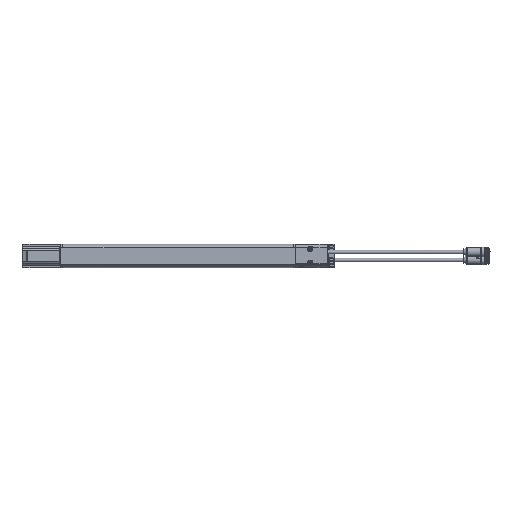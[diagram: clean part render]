
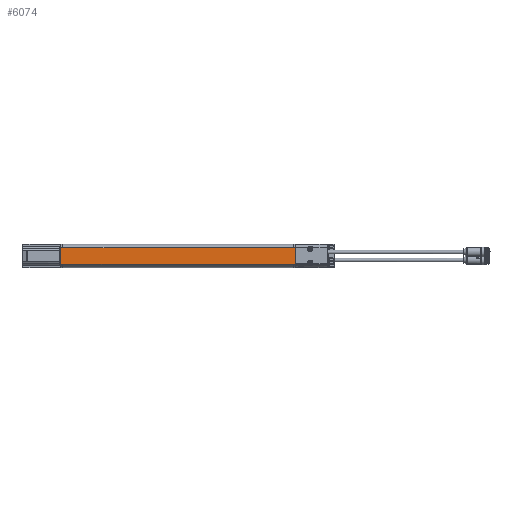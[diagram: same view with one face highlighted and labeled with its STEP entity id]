
A CAD part, left-side view. The second image highlights one B-rep face of the part: STEP entity #6074.
In plain terms, the highlighted planar face has unit normal (-1, 0, 0).
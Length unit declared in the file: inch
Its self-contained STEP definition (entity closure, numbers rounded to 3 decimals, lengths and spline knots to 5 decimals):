
#314 = CARTESIAN_POINT ( 'NONE',  ( -2.99606, -6.67307, 0.47165 ) ) ;
#2477 = VERTEX_POINT ( 'NONE', #43645 ) ;
#4049 = CARTESIAN_POINT ( 'NONE',  ( -2.99606, -6.67338, -0.46105 ) ) ;
#4106 = VERTEX_POINT ( 'NONE', #314 ) ;
#4379 = ORIENTED_EDGE ( 'NONE', *, *, #19775, .F. ) ;
#5528 = VECTOR ( 'NONE', #12424, 39.37008 ) ;
#6052 = VECTOR ( 'NONE', #8170, 39.37008 ) ;
#6074 = ADVANCED_FACE ( 'NONE', ( #64599 ), #64090, .T. ) ;
#6372 = EDGE_CURVE ( 'NONE', #6567, #9469, #76899, .T. ) ;
#6567 = VERTEX_POINT ( 'NONE', #81441 ) ;
#8170 = DIRECTION ( 'NONE',  ( 0., 1., 0. ) ) ;
#9351 = EDGE_CURVE ( 'NONE', #47296, #34030, #51984, .T. ) ;
#9469 = VERTEX_POINT ( 'NONE', #60624 ) ;
#9757 = B_SPLINE_CURVE_WITH_KNOTS ( 'NONE', 3,
 ( #61094, #100747, #68837, #46206 ),
 .UNSPECIFIED., .F., .F.,
 ( 4, 4 ),
 ( 0.99792, 1. ),
 .UNSPECIFIED. ) ;
#11127 = ORIENTED_EDGE ( 'NONE', *, *, #58636, .T. ) ;
#12424 = DIRECTION ( 'NONE',  ( 0., 0., -1. ) ) ;
#12532 = LINE ( 'NONE', #74794, #49625 ) ;
#13263 = EDGE_CURVE ( 'NONE', #47296, #29594, #39312, .T. ) ;
#13421 = CARTESIAN_POINT ( 'NONE',  ( -2.99606, 6.67339, 0.4691 ) ) ;
#15034 = VERTEX_POINT ( 'NONE', #98345 ) ;
#15758 = LINE ( 'NONE', #69242, #61428 ) ;
#18047 = EDGE_CURVE ( 'NONE', #40603, #2477, #12532, .T. ) ;
#18262 = ORIENTED_EDGE ( 'NONE', *, *, #63081, .T. ) ;
#18275 = DIRECTION ( 'NONE',  ( -1., 0., 0. ) ) ;
#19299 = ORIENTED_EDGE ( 'NONE', *, *, #49938, .T. ) ;
#19411 = EDGE_CURVE ( 'NONE', #15034, #40603, #87026, .T. ) ;
#19504 = CARTESIAN_POINT ( 'NONE',  ( -2.99606, 6.67339, 0.4691 ) ) ;
#19775 = EDGE_CURVE ( 'NONE', #94384, #50892, #53843, .T. ) ;
#20044 = VERTEX_POINT ( 'NONE', #53194 ) ;
#23382 = VERTEX_POINT ( 'NONE', #78758 ) ;
#23455 = DIRECTION ( 'NONE',  ( 0., 0., -1. ) ) ;
#23572 = VECTOR ( 'NONE', #47166, 39.37008 ) ;
#23601 = CARTESIAN_POINT ( 'NONE',  ( -2.99606, -6.79275, 0.47363 ) ) ;
#26700 = CARTESIAN_POINT ( 'NONE',  ( -2.99606, -6.673, 0.69427 ) ) ;
#26765 = VECTOR ( 'NONE', #76044, 39.37008 ) ;
#29032 = CARTESIAN_POINT ( 'NONE',  ( -2.99606, 6.67339, 0.4678 ) ) ;
#29594 = VERTEX_POINT ( 'NONE', #38784 ) ;
#32262 = ORIENTED_EDGE ( 'NONE', *, *, #38609, .T. ) ;
#33129 = VECTOR ( 'NONE', #51870, 39.37008 ) ;
#33488 = CARTESIAN_POINT ( 'NONE',  ( -2.99606, 123.24787, -0.50487 ) ) ;
#33718 = VECTOR ( 'NONE', #92349, 39.37008 ) ;
#34030 = VERTEX_POINT ( 'NONE', #62282 ) ;
#36233 = CARTESIAN_POINT ( 'NONE',  ( -2.99606, 6.67339, 0.46845 ) ) ;
#36612 = LINE ( 'NONE', #51500, #5528 ) ;
#37977 = LINE ( 'NONE', #44654, #26765 ) ;
#38609 = EDGE_CURVE ( 'NONE', #83714, #4106, #97185, .T. ) ;
#38784 = CARTESIAN_POINT ( 'NONE',  ( -2.99606, 6.67339, 0.46715 ) ) ;
#39312 = B_SPLINE_CURVE_WITH_KNOTS ( 'NONE', 3,
 ( #51630, #36233, #29032, #59844 ),
 .UNSPECIFIED., .F., .F.,
 ( 4, 4 ),
 ( 0., 0.00208 ),
 .UNSPECIFIED. ) ;
#40603 = VERTEX_POINT ( 'NONE', #4049 ) ;
#43645 = CARTESIAN_POINT ( 'NONE',  ( -2.99606, -6.67339, -0.463 ) ) ;
#44654 = CARTESIAN_POINT ( 'NONE',  ( -2.99606, 123.24818, 0.42783 ) ) ;
#46206 = CARTESIAN_POINT ( 'NONE',  ( -2.99606, 6.67307, -0.4675 ) ) ;
#46536 = CARTESIAN_POINT ( 'NONE',  ( -2.99606, 6.7937, -0.46753 ) ) ;
#47166 = DIRECTION ( 'NONE',  ( 0., 0., -1. ) ) ;
#47296 = VERTEX_POINT ( 'NONE', #13421 ) ;
#48496 = LINE ( 'NONE', #66828, #33129 ) ;
#49625 = VECTOR ( 'NONE', #98463, 39.37008 ) ;
#49710 = CARTESIAN_POINT ( 'NONE',  ( -2.99606, -6.79275, 0.47363 ) ) ;
#49938 = EDGE_CURVE ( 'NONE', #23382, #6567, #36612, .T. ) ;
#50057 = AXIS2_PLACEMENT_3D ( 'NONE', #73344, #18275, #55829 ) ;
#50477 = CARTESIAN_POINT ( 'NONE',  ( -2.99606, -6.67307, 0.4736 ) ) ;
#50892 = VERTEX_POINT ( 'NONE', #81305 ) ;
#51500 = CARTESIAN_POINT ( 'NONE',  ( -2.99606, 6.79362, -0.68822 ) ) ;
#51630 = CARTESIAN_POINT ( 'NONE',  ( -2.99606, 6.67339, 0.4691 ) ) ;
#51870 = DIRECTION ( 'NONE',  ( 0., 0., -1. ) ) ;
#51984 = B_SPLINE_CURVE_WITH_KNOTS ( 'NONE', 3,
 ( #19504, #73575, #64837, #97745 ),
 .UNSPECIFIED., .F., .F.,
 ( 4, 4 ),
 ( 0., 1. ),
 .UNSPECIFIED. ) ;
#53194 = CARTESIAN_POINT ( 'NONE',  ( -2.99606, 6.79396, 0.31972 ) ) ;
#53843 = LINE ( 'NONE', #54332, #23572 ) ;
#54332 = CARTESIAN_POINT ( 'NONE',  ( -2.99606, -6.79311, -0.59505 ) ) ;
#54512 = EDGE_CURVE ( 'NONE', #94384, #83714, #85876, .T. ) ;
#55829 = DIRECTION ( 'NONE',  ( 0., 1., 0. ) ) ;
#56638 = CARTESIAN_POINT ( 'NONE',  ( -2.99606, -6.71328, -0.46298 ) ) ;
#58636 = EDGE_CURVE ( 'NONE', #20044, #23382, #48496, .T. ) ;
#59605 = ORIENTED_EDGE ( 'NONE', *, *, #9351, .T. ) ;
#59844 = CARTESIAN_POINT ( 'NONE',  ( -2.99606, 6.67339, 0.46715 ) ) ;
#60309 = ORIENTED_EDGE ( 'NONE', *, *, #66000, .T. ) ;
#60624 = CARTESIAN_POINT ( 'NONE',  ( -2.99606, 6.67307, -0.4675 ) ) ;
#60872 = EDGE_CURVE ( 'NONE', #15034, #9469, #9757, .T. ) ;
#61094 = CARTESIAN_POINT ( 'NONE',  ( -2.99606, 6.67307, -0.46555 ) ) ;
#61428 = VECTOR ( 'NONE', #23455, 39.37008 ) ;
#61446 = ORIENTED_EDGE ( 'NONE', *, *, #19411, .T. ) ;
#62282 = CARTESIAN_POINT ( 'NONE',  ( -2.99606, 6.79401, 0.46904 ) ) ;
#63081 = EDGE_CURVE ( 'NONE', #2477, #50892, #96620, .T. ) ;
#63297 = ORIENTED_EDGE ( 'NONE', *, *, #13263, .F. ) ;
#64090 = PLANE ( 'NONE',  #50057 ) ;
#64392 = CARTESIAN_POINT ( 'NONE',  ( -2.99606, -6.75317, -0.46297 ) ) ;
#64599 = FACE_OUTER_BOUND ( 'NONE', #84122, .T. ) ;
#64837 = CARTESIAN_POINT ( 'NONE',  ( -2.99606, 6.7538, 0.46906 ) ) ;
#66000 = EDGE_CURVE ( 'NONE', #34030, #20044, #15758, .T. ) ;
#66828 = CARTESIAN_POINT ( 'NONE',  ( -2.99606, 6.79362, -0.68822 ) ) ;
#68837 = CARTESIAN_POINT ( 'NONE',  ( -2.99606, 6.67307, -0.46685 ) ) ;
#69242 = CARTESIAN_POINT ( 'NONE',  ( -2.99606, 6.79362, -0.68822 ) ) ;
#73344 = CARTESIAN_POINT ( 'NONE',  ( -2.99606, 123.24802, -0.03852 ) ) ;
#73575 = CARTESIAN_POINT ( 'NONE',  ( -2.99606, 6.7136, 0.46908 ) ) ;
#74794 = CARTESIAN_POINT ( 'NONE',  ( -2.99606, -6.673, 0.69427 ) ) ;
#76044 = DIRECTION ( 'NONE',  ( 0., 1., 0. ) ) ;
#76150 = VECTOR ( 'NONE', #87520, 39.37008 ) ;
#76899 = LINE ( 'NONE', #46536, #33718 ) ;
#77278 = ORIENTED_EDGE ( 'NONE', *, *, #18047, .T. ) ;
#78758 = CARTESIAN_POINT ( 'NONE',  ( -2.99606, 6.79375, -0.3182 ) ) ;
#81305 = CARTESIAN_POINT ( 'NONE',  ( -2.99606, -6.79307, -0.46295 ) ) ;
#81322 = ORIENTED_EDGE ( 'NONE', *, *, #54512, .T. ) ;
#81441 = CARTESIAN_POINT ( 'NONE',  ( -2.99606, 6.7937, -0.46753 ) ) ;
#83714 = VERTEX_POINT ( 'NONE', #50477 ) ;
#84122 = EDGE_LOOP ( 'NONE', ( #87549, #63297, #59605, #60309, #11127, #19299, #88168, #98272, #61446, #77278, #18262, #4379, #81322, #32262 ) ) ;
#84126 = VECTOR ( 'NONE', #89490, 39.37008 ) ;
#85876 = LINE ( 'NONE', #23601, #6052 ) ;
#87026 = LINE ( 'NONE', #33488, #76150 ) ;
#87520 = DIRECTION ( 'NONE',  ( 0., -1., 0. ) ) ;
#87549 = ORIENTED_EDGE ( 'NONE', *, *, #89733, .T. ) ;
#88109 = CARTESIAN_POINT ( 'NONE',  ( -2.99606, -6.79307, -0.46295 ) ) ;
#88168 = ORIENTED_EDGE ( 'NONE', *, *, #6372, .T. ) ;
#88621 = CARTESIAN_POINT ( 'NONE',  ( -2.99606, -6.67339, -0.463 ) ) ;
#89490 = DIRECTION ( 'NONE',  ( 0., 0., -1. ) ) ;
#89733 = EDGE_CURVE ( 'NONE', #4106, #29594, #37977, .T. ) ;
#92349 = DIRECTION ( 'NONE',  ( 0., -1., 0. ) ) ;
#94384 = VERTEX_POINT ( 'NONE', #49710 ) ;
#96620 = B_SPLINE_CURVE_WITH_KNOTS ( 'NONE', 3,
 ( #88621, #56638, #64392, #88109 ),
 .UNSPECIFIED., .F., .F.,
 ( 4, 4 ),
 ( 0., 1. ),
 .UNSPECIFIED. ) ;
#97185 = LINE ( 'NONE', #26700, #84126 ) ;
#97745 = CARTESIAN_POINT ( 'NONE',  ( -2.99606, 6.79401, 0.46904 ) ) ;
#98272 = ORIENTED_EDGE ( 'NONE', *, *, #60872, .F. ) ;
#98345 = CARTESIAN_POINT ( 'NONE',  ( -2.99606, 6.67307, -0.46555 ) ) ;
#98463 = DIRECTION ( 'NONE',  ( 0., 0., -1. ) ) ;
#100747 = CARTESIAN_POINT ( 'NONE',  ( -2.99606, 6.67307, -0.4662 ) ) ;
